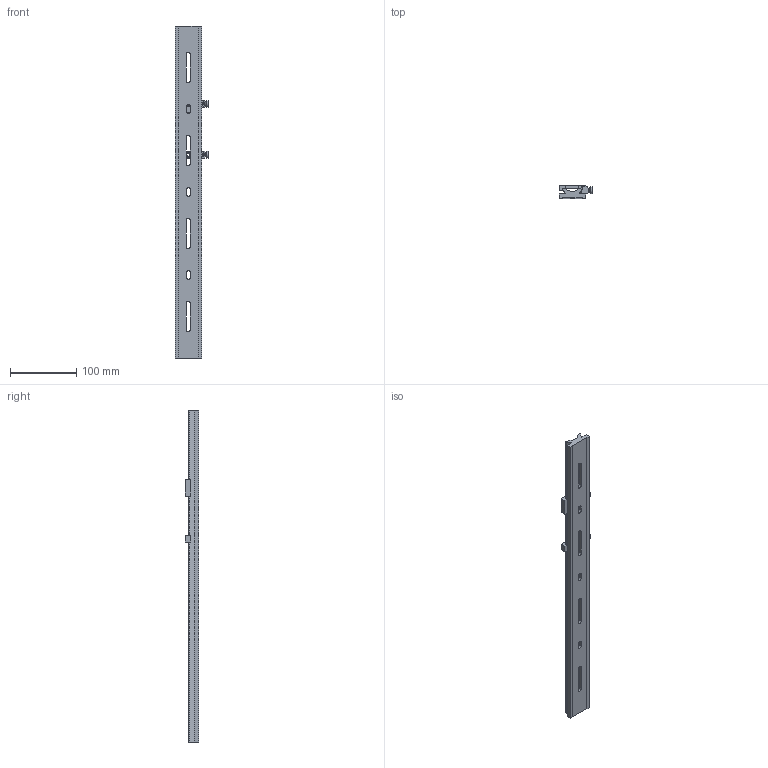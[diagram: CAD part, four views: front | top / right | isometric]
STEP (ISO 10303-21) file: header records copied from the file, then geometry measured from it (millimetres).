
FILE_DESCRIPTION (( 'STEP AP203' ), '1' );
FILE_NAME ('523572.STEP', '2024-12-13T02:03:25', ( '' ), ( '' ), 'SwSTEP 2.0', 'SolidWorks 2020', '' );
FILE_SCHEMA (( 'CONFIG_CONTROL_DESIGN' ));
Length unit declared in the file: millimetre
Products named in the file (1): 523572
Bounding box: 51.03 x 20 x 500 mm (x, y, z)
Volume: 185777.9 mm3; surface area: 73514.9 mm2
Topology: 8 solids, 8 shells, 4916 faces, 12735 edges, 8478 vertices
Faces by surface type: plane 3825, bspline 964, cylinder 99, cone 20, torus 8
Entity records: 190626 total; most frequent: CARTESIAN_POINT 76454, ORIENTED_EDGE 25470, DIRECTION 18891, EDGE_CURVE 12735, VECTOR 10577, LINE 10577, VERTEX_POINT 8478, EDGE_LOOP 5605
